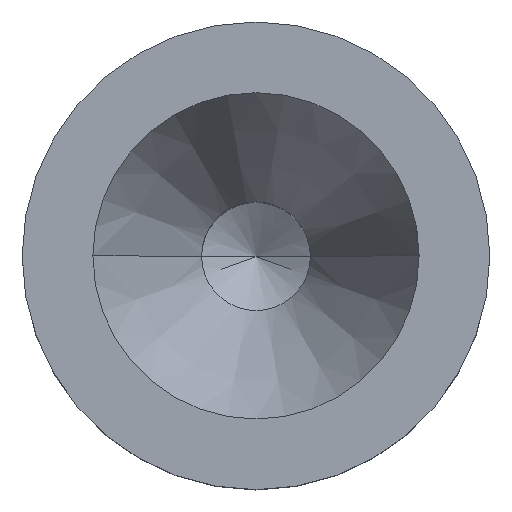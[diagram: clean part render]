
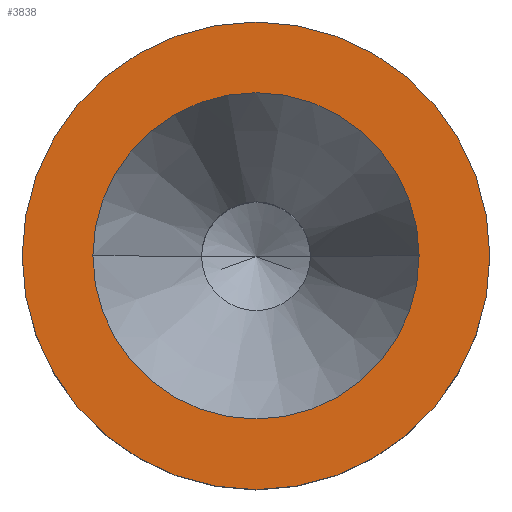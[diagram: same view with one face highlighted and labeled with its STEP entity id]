
A CAD part, top view. The second image highlights one B-rep face of the part: STEP entity #3838.
In plain terms, the highlighted planar face has unit normal (0, 0, 1).
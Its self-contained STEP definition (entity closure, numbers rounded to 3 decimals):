
#156 = CARTESIAN_POINT ( 'NONE',  ( 0., 0., 0. ) ) ;
#157 = DIRECTION ( 'NONE',  ( 0., 0., 1. ) ) ;
#158 = DIRECTION ( 'NONE',  ( 1., 0., 0. ) ) ;
#248 = CARTESIAN_POINT ( 'NONE',  ( 0., 0., 0. ) ) ;
#249 = DIRECTION ( 'NONE',  ( 0., 0., 1. ) ) ;
#250 = DIRECTION ( 'NONE',  ( 1., 0., 0. ) ) ;
#1066 = EDGE_LOOP ( 'NONE', ( #1508, #1507 ) ) ;
#1088 = EDGE_LOOP ( 'NONE', ( #1506, #1505 ) ) ;
#1505 = ORIENTED_EDGE ( 'NONE', *, *, #4584, .T. ) ;
#1506 = ORIENTED_EDGE ( 'NONE', *, *, #4743, .T. ) ;
#1507 = ORIENTED_EDGE ( 'NONE', *, *, #4714, .F. ) ;
#1508 = ORIENTED_EDGE ( 'NONE', *, *, #4598, .F. ) ;
#2917 = VERTEX_POINT ( 'NONE', #3498 ) ;
#2920 = VERTEX_POINT ( 'NONE', #3496 ) ;
#3465 = CARTESIAN_POINT ( 'NONE',  ( 1.075, 0., 0. ) ) ;
#3466 = CARTESIAN_POINT ( 'NONE',  ( -1.075, 0., 0. ) ) ;
#3496 = CARTESIAN_POINT ( 'NONE',  ( -0.75, 0., 0. ) ) ;
#3498 = CARTESIAN_POINT ( 'NONE',  ( 0.75, 0., 0. ) ) ;
#3659 = VERTEX_POINT ( 'NONE', #3466 ) ;
#3660 = VERTEX_POINT ( 'NONE', #3465 ) ;
#3838 = ADVANCED_FACE ( 'NONE', ( #5665, #5668 ), #6775, .F. ) ;
#4584 = EDGE_CURVE ( 'NONE', #3659, #3660, #6086, .T. ) ;
#4598 = EDGE_CURVE ( 'NONE', #2917, #2920, #6099, .T. ) ;
#4714 = EDGE_CURVE ( 'NONE', #2920, #2917, #6236, .T. ) ;
#4743 = EDGE_CURVE ( 'NONE', #3660, #3659, #6272, .T. ) ;
#4815 = AXIS2_PLACEMENT_3D ( 'NONE', #6776, #6781, #6782 ) ;
#4860 = AXIS2_PLACEMENT_3D ( 'NONE', #6997, #6998, #6999 ) ;
#4873 = AXIS2_PLACEMENT_3D ( 'NONE', #7056, #7057, #7058 ) ;
#4875 = AXIS2_PLACEMENT_3D ( 'NONE', #156, #157, #158 ) ;
#4887 = AXIS2_PLACEMENT_3D ( 'NONE', #248, #249, #250 ) ;
#5665 = FACE_BOUND ( 'NONE', #1066, .T. ) ;
#5668 = FACE_OUTER_BOUND ( 'NONE', #1088, .T. ) ;
#6086 = CIRCLE ( 'NONE', #4860, 1.075 ) ;
#6099 = CIRCLE ( 'NONE', #4873, 0.75 ) ;
#6236 = CIRCLE ( 'NONE', #4875, 0.75 ) ;
#6272 = CIRCLE ( 'NONE', #4887, 1.075 ) ;
#6775 = PLANE ( 'NONE',  #4815 ) ;
#6776 = CARTESIAN_POINT ( 'NONE',  ( 0., 0.75, 0. ) ) ;
#6781 = DIRECTION ( 'NONE',  ( 0., 0., -1. ) ) ;
#6782 = DIRECTION ( 'NONE',  ( -1., 0., 0. ) ) ;
#6997 = CARTESIAN_POINT ( 'NONE',  ( 0., 0., 0. ) ) ;
#6998 = DIRECTION ( 'NONE',  ( 0., 0., 1. ) ) ;
#6999 = DIRECTION ( 'NONE',  ( 1., 0., 0. ) ) ;
#7056 = CARTESIAN_POINT ( 'NONE',  ( 0., 0., 0. ) ) ;
#7057 = DIRECTION ( 'NONE',  ( 0., 0., 1. ) ) ;
#7058 = DIRECTION ( 'NONE',  ( 1., 0., 0. ) ) ;
